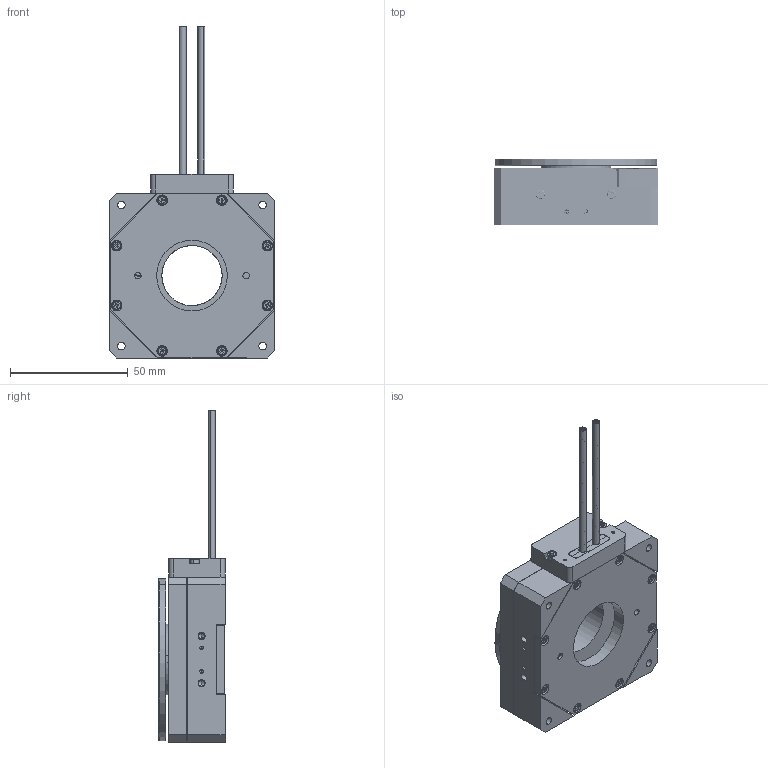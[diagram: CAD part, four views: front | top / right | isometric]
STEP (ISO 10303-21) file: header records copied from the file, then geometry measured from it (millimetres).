
FILE_DESCRIPTION (( 'STEP AP214' ), '1' );
FILE_NAME ('PR-70-113XX.STEP', '2026-01-12T15:59:11', ( '' ), ( '' ), 'SwSTEP 2.0', 'SolidWorks 2023', '' );
FILE_SCHEMA (( 'AUTOMOTIVE_DESIGN' ));
Length unit declared in the file: millimetre
Products named in the file (18): 431907 Base Top, PR-70_Rev B; 3.0 Black Cable_L80; 431906 Base Bottom, PR-70_Rev B; 432047 Connector Housing Plug Top, PR-70; SCREW, MS-PPH, M-JCIS_M1.6 x 0.35 x 6mm; 431913 Connector Bracket, PR-70_widened; 431914 NJ Encoder Bracket, PR-70_Rev B; SCREW, MS-PPH, M-JCIS_M2.5 x 0.45 x 6mm; SCREW, SHCS-S, M-DIN_M2 x 0.4 x 06mm; SCREW, SHCS-S, M-DIN_M2 x 0.4 x 10mm; 431910 Carriage, PR-70_431910-MOD1 Custom M3 Threaded Holes; 432048 Connector Housing Plug Bottom, PR-70; PR-70-113XX; SCREW, SHCS-S, M-DIN_M1.6 x 0.35 x 04mm; 430696 Set Screw, Custom, Cone-S, M3x0.25_M3x0.25x3.7; PR-70 Demo Rotor; SCREW, SHCS-S, M-DIN_M2 x 0.4 x 08mm; 431912 Piezo Motor Bracket, PR-70_Rev C
Assembly tree (40 placements, depth 2):
  PR-70-113XX
    431906 Base Bottom, PR-70_Rev B
    431907 Base Top, PR-70_Rev B
    SCREW, SHCS-S, M-DIN_M2 x 0.4 x 06mm
    SCREW, SHCS-S, M-DIN_M2 x 0.4 x 10mm  x9
    PR-70 Demo Rotor
    431910 Carriage, PR-70_431910-MOD1 Custom M3 Threaded Holes
    SCREW, MS-PPH, M-JCIS_M1.6 x 0.35 x 6mm  x6
    431914 NJ Encoder Bracket, PR-70_Rev B
    SCREW, SHCS-S, M-DIN_M2 x 0.4 x 08mm  x2
    431913 Connector Bracket, PR-70_widened
    431912 Piezo Motor Bracket, PR-70_Rev C
    430696 Set Screw, Custom, Cone-S, M3x0.25_M3x0.25x3.7
    SCREW, MS-PPH, M-JCIS_M2.5 x 0.45 x 6mm  x8
    3.0 Black Cable_L80  x2
    432047 Connector Housing Plug Top, PR-70
    432048 Connector Housing Plug Bottom, PR-70
    SCREW, SHCS-S, M-DIN_M1.6 x 0.35 x 04mm  x2
Bounding box: 70 x 28.1 x 140.99 mm (x, y, z)
Volume: 87820.7 mm3; surface area: 59716.5 mm2
Topology: 66 solids, 66 shells, 1611 faces, 3737 edges, 2309 vertices
Faces by surface type: plane 682, cylinder 523, torus 206, cone 148, bspline 48, sphere 4
Entity records: 55556 total; most frequent: CARTESIAN_POINT 31647, DIRECTION 4847, ORIENTED_EDGE 4196, EDGE_CURVE 2098, AXIS2_PLACEMENT_3D 1896, VERTEX_POINT 1349, EDGE_LOOP 1123, VECTOR 1055
